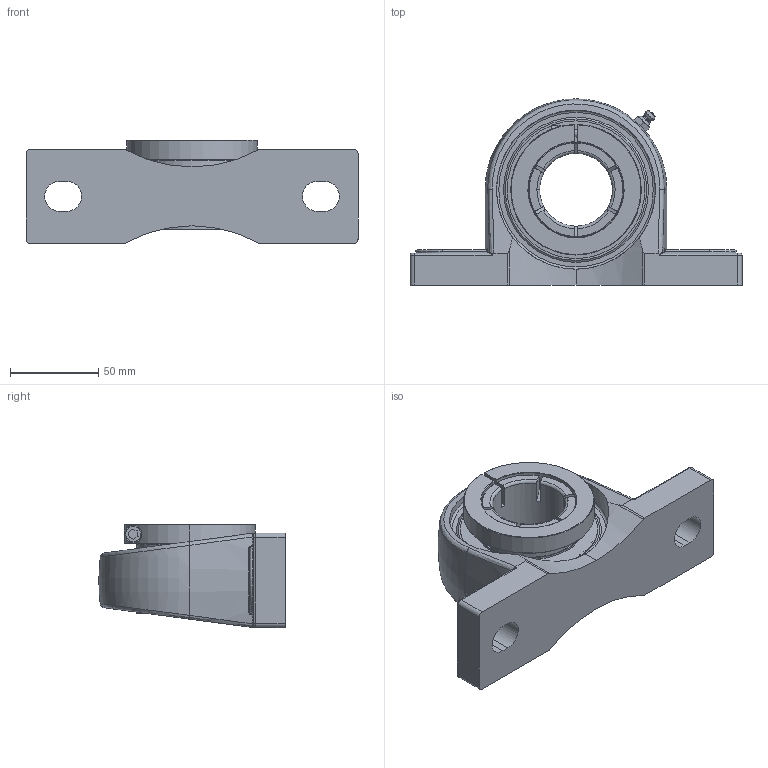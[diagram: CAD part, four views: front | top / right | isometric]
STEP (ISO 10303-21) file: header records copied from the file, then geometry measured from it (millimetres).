
FILE_DESCRIPTION(('HOOPS Exchange Step'),'2;1');
FILE_NAME('export-BA7DDB5D-3563-4349-8CA4-7B959A2308F1.stp','2019-12-13T14:41:35-08:00',('ibuslach'),('Alibre'),'HOOPS Exchange 2019.2','Alibre','Unknown authorisation');
FILE_SCHEMA( ('AP242_MANAGED_MODEL_BASED_3D_ENGINEERING_MIM_LF {1 0 10303 442 1 1 4 }') );
Length unit declared in the file: centimetre
Products named in the file (8): UCP ZERK 6mm; MRN SP 209; SUE 209 LOCK RING; SUE 209 SHIELD; SUE 207 BOLT; SUE 209-26 RACES; MRN SUE 209-26; MRN SUEP 209-26
Assembly tree (8 placements, depth 3):
  MRN SUEP 209-26
    UCP ZERK 6mm
    MRN SP 209
    MRN SUE 209-26
      SUE 209 LOCK RING
      SUE 209 SHIELD  x2
      SUE 207 BOLT
      SUE 209-26 RACES
Bounding box: 188 x 105.49 x 58.45 mm (x, y, z)
Volume: 340974.5 mm3; surface area: 98665.6 mm2
Topology: 8 solids, 8 shells, 278 faces, 767 edges, 500 vertices
Faces by surface type: cylinder 87, plane 86, cone 40, torus 34, bspline 22, sphere 9
Full cylindrical faces by diameter (mm): 1.976 x2, 4.134 x1, 4.137 x1, 5.8 x1, 6 x2, 8.5 x1, 41.275 x1, 60 x4, 61.016 x2, 76 x2, 78 x2, 90 x2
Entity records: 19180 total; most frequent: CARTESIAN_POINT 12151, ORIENTED_EDGE 1478, DIRECTION 1439, EDGE_CURVE 739, AXIS2_PLACEMENT_3D 592, VERTEX_POINT 486, CIRCLE 299, EDGE_LOOP 297
